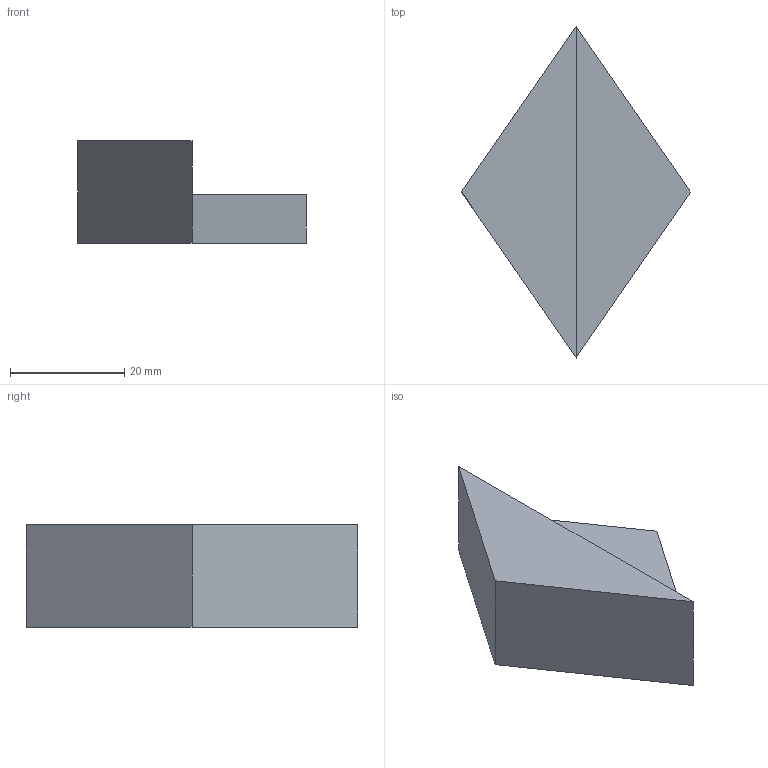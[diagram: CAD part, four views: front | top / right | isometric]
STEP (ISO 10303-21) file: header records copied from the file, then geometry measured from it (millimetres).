
FILE_DESCRIPTION(('STEP AP214'),'1');
FILE_NAME('one_step_oblique2.stp','2019-09-06T13:27:59',(' '),(' '),'Spatial InterOp 3D',' ',' ');
FILE_SCHEMA(('AUTOMOTIVE_DESIGN { 1 0 10303 214 1 1 1 1 }'));
Length unit declared in the file: metre
Products named in the file (1): Solid
Bounding box: 40 x 58 x 17.94 mm (x, y, z)
Volume: 15370 mm3; surface area: 4731.1 mm2
Topology: 1 solids, 1 shells, 8 faces, 16 edges, 10 vertices
Faces by surface type: plane 8
Entity records: 229 total; most frequent: CARTESIAN_POINT 35, DIRECTION 34, ORIENTED_EDGE 32, EDGE_CURVE 16, LINE 16, VECTOR 16, VERTEX_POINT 10, AXIS2_PLACEMENT_3D 9
